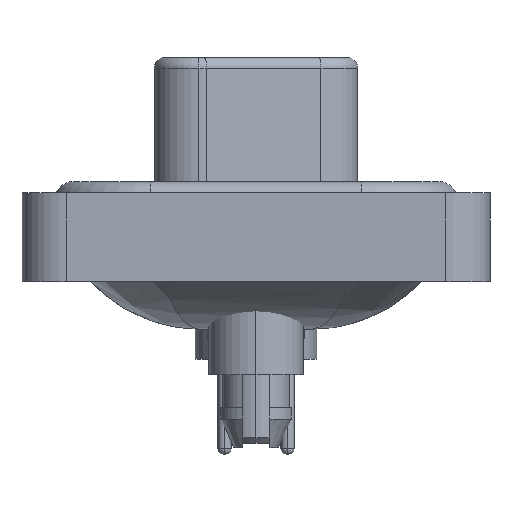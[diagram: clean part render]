
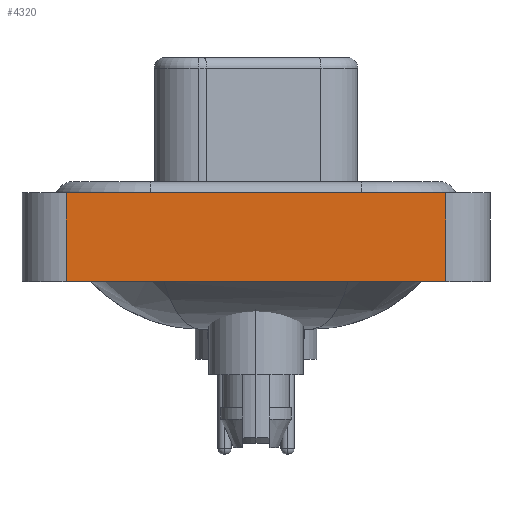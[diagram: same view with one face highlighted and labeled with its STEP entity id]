
A CAD part, left-side view. The second image highlights one B-rep face of the part: STEP entity #4320.
In plain terms, the highlighted planar face has unit normal (-1, 0, 0).
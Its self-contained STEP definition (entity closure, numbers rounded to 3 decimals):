
#144 = VECTOR ( 'NONE', #18021, 1000. ) ;
#919 = LINE ( 'NONE', #6605, #144 ) ;
#1405 = EDGE_CURVE ( 'NONE', #16563, #18465, #919, .T. ) ;
#1657 = DIRECTION ( 'NONE',  ( 0., -1., 0. ) ) ;
#1999 = LINE ( 'NONE', #17502, #4227 ) ;
#2122 = VECTOR ( 'NONE', #3822, 1000. ) ;
#3069 = CARTESIAN_POINT ( 'NONE',  ( -7.25, -8.55, -3.6 ) ) ;
#3656 = VECTOR ( 'NONE', #1657, 1000. ) ;
#3822 = DIRECTION ( 'NONE',  ( 0., -1., 0. ) ) ;
#3881 = CARTESIAN_POINT ( 'NONE',  ( -7.25, 8.55, -3.6 ) ) ;
#4227 = VECTOR ( 'NONE', #4615, 1000. ) ;
#4320 = ADVANCED_FACE ( 'NONE', ( #10352 ), #8851, .T. ) ;
#4615 = DIRECTION ( 'NONE',  ( 0., 0., 1. ) ) ;
#5969 = CARTESIAN_POINT ( 'NONE',  ( -7.25, -8.55, -3.6 ) ) ;
#6605 = CARTESIAN_POINT ( 'NONE',  ( -7.25, 8.55, -3.6 ) ) ;
#6615 = LINE ( 'NONE', #11196, #2122 ) ;
#8025 = CARTESIAN_POINT ( 'NONE',  ( -7.25, -8.55, -3.6 ) ) ;
#8144 = VERTEX_POINT ( 'NONE', #11711 ) ;
#8738 = ORIENTED_EDGE ( 'NONE', *, *, #14775, .T. ) ;
#8755 = DIRECTION ( 'NONE',  ( -1., 0., 0. ) ) ;
#8851 = PLANE ( 'NONE',  #12869 ) ;
#9359 = EDGE_CURVE ( 'NONE', #14560, #8144, #1999, .T. ) ;
#9674 = ORIENTED_EDGE ( 'NONE', *, *, #9359, .T. ) ;
#10209 = CARTESIAN_POINT ( 'NONE',  ( -7.25, 8.55, 0.4 ) ) ;
#10352 = FACE_OUTER_BOUND ( 'NONE', #11181, .T. ) ;
#11181 = EDGE_LOOP ( 'NONE', ( #9674, #11983, #15587, #8738 ) ) ;
#11196 = CARTESIAN_POINT ( 'NONE',  ( -7.25, -8.55, 0.4 ) ) ;
#11711 = CARTESIAN_POINT ( 'NONE',  ( -7.25, -8.55, 0.4 ) ) ;
#11983 = ORIENTED_EDGE ( 'NONE', *, *, #13524, .F. ) ;
#12869 = AXIS2_PLACEMENT_3D ( 'NONE', #5969, #8755, #15784 ) ;
#13524 = EDGE_CURVE ( 'NONE', #18465, #8144, #6615, .T. ) ;
#14560 = VERTEX_POINT ( 'NONE', #8025 ) ;
#14775 = EDGE_CURVE ( 'NONE', #16563, #14560, #17348, .T. ) ;
#15587 = ORIENTED_EDGE ( 'NONE', *, *, #1405, .F. ) ;
#15784 = DIRECTION ( 'NONE',  ( 0., 0., 1. ) ) ;
#16563 = VERTEX_POINT ( 'NONE', #3881 ) ;
#17348 = LINE ( 'NONE', #3069, #3656 ) ;
#17502 = CARTESIAN_POINT ( 'NONE',  ( -7.25, -8.55, -3.6 ) ) ;
#18021 = DIRECTION ( 'NONE',  ( 0., 0., 1. ) ) ;
#18465 = VERTEX_POINT ( 'NONE', #10209 ) ;
